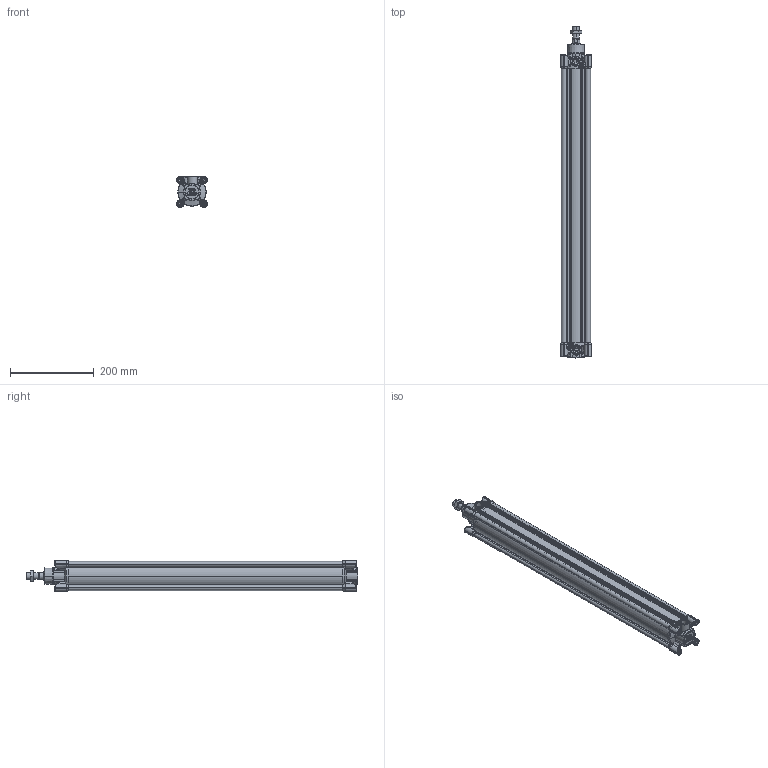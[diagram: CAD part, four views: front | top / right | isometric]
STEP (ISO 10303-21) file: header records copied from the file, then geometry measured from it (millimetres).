
FILE_DESCRIPTION (( 'STEP AP214' ), '1' );
FILE_NAME ('SADE0MA0630600.step', '2021-10-05T13:52:30', ( '' ), ( '' ), 'SwSTEP 2.0', 'SolidWorks 2021', '' );
FILE_SCHEMA (( 'AUTOMOTIVE_DESIGN' ));
Length unit declared in the file: millimetre
Products named in the file (1): SADE0MA0630600
Bounding box: 75 x 794 x 75 mm (x, y, z)
Volume: 1067845.5 mm3; surface area: 664673.9 mm2
Topology: 35 solids, 35 shells, 2927 faces, 7348 edges, 4470 vertices
Faces by surface type: cylinder 922, bspline 744, plane 672, cone 495, torus 94
Entity records: 155831 total; most frequent: CARTESIAN_POINT 58701, ORIENTED_EDGE 14476, DIRECTION 12408, EDGE_CURVE 7238, AXIS2_PLACEMENT_3D 5016, VERTEX_POINT 4470, EDGE_LOOP 3092, UNCERTAINTY_MEASURE_WITH_UNIT 2964
